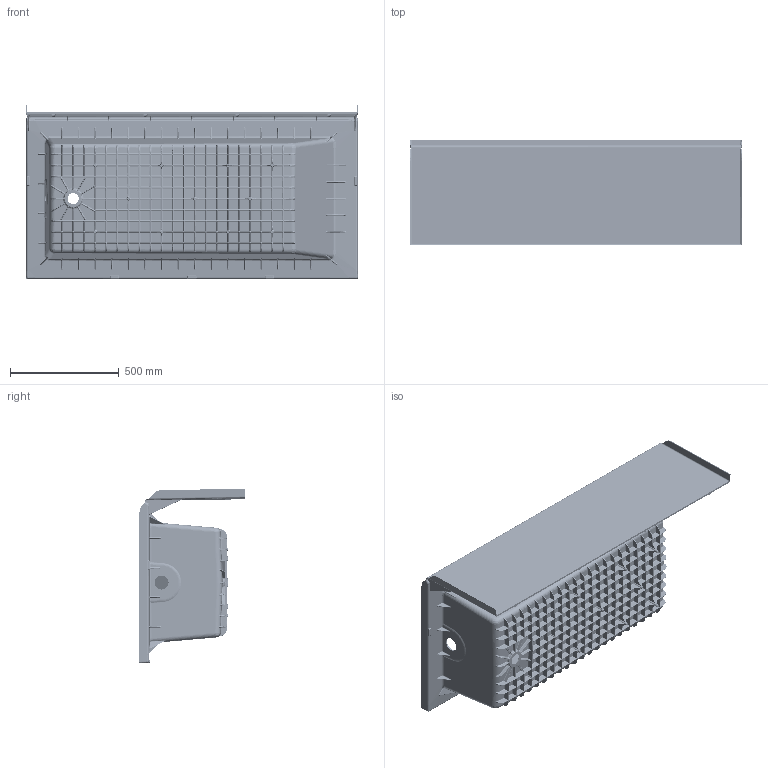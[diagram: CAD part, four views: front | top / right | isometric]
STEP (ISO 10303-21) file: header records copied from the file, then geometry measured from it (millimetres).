
FILE_DESCRIPTION (( 'STEP AP203' ), '1' );
FILE_NAME ('VP6030CTMML.STEP', '2023-05-30T18:53:04', ( '' ), ( '' ), 'SwSTEP 2.0', 'SolidWorks 2020', '' );
FILE_SCHEMA (( 'CONFIG_CONTROL_DESIGN' ));
Length unit declared in the file: inch
Products named in the file (1): VP6030CTMML
Bounding box: 1524 x 482.69 x 801.28 mm (x, y, z)
Volume: 13857101.4 mm3; surface area: 6727416.6 mm2
Topology: 1 solids, 1 shells, 9381 faces, 22723 edges, 12628 vertices
Faces by surface type: bspline 4387, cylinder 3477, plane 1354, cone 86, sphere 51, torus 26
Entity records: 372933 total; most frequent: CARTESIAN_POINT 199320, ORIENTED_EDGE 43760, DIRECTION 28859, EDGE_CURVE 21880, VERTEX_POINT 12624, AXIS2_PLACEMENT_3D 11037, EDGE_LOOP 9508, FACE_OUTER_BOUND 9381
